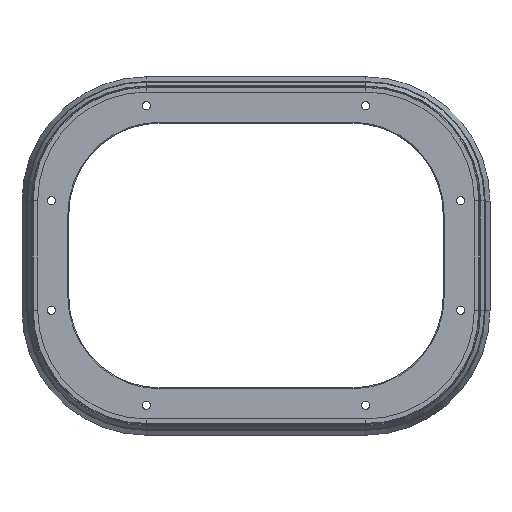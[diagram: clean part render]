
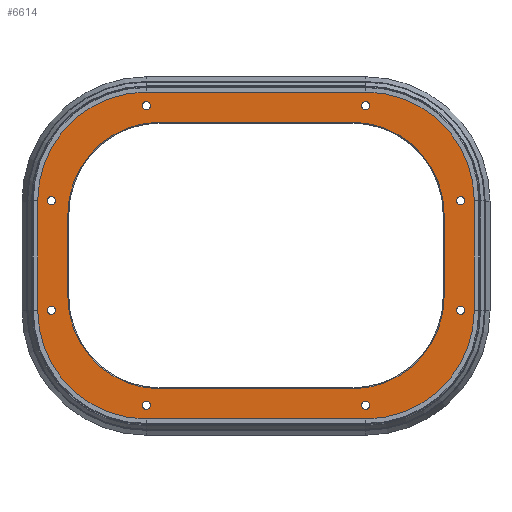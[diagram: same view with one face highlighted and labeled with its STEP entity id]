
A CAD part, top view. The second image highlights one B-rep face of the part: STEP entity #6614.
In plain terms, the highlighted planar face has unit normal (0, 0, 1).
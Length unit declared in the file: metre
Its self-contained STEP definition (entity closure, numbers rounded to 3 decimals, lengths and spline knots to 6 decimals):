
#796=LINE('',#11217,#1282);
#797=LINE('',#11222,#1283);
#798=LINE('',#11226,#1284);
#799=LINE('',#11230,#1285);
#800=LINE('',#11233,#1286);
#801=LINE('',#11238,#1287);
#802=LINE('',#11242,#1288);
#803=LINE('',#11246,#1289);
#1282=VECTOR('',#8936,1.);
#1283=VECTOR('',#8939,1.);
#1284=VECTOR('',#8942,1.);
#1285=VECTOR('',#8945,1.);
#1286=VECTOR('',#8948,1.);
#1287=VECTOR('',#8951,1.);
#1288=VECTOR('',#8954,1.);
#1289=VECTOR('',#8957,1.);
#2169=ORIENTED_EDGE('',*,*,#3909,.T.);
#2170=ORIENTED_EDGE('',*,*,#3910,.T.);
#2171=ORIENTED_EDGE('',*,*,#3911,.T.);
#2172=ORIENTED_EDGE('',*,*,#3912,.T.);
#2173=ORIENTED_EDGE('',*,*,#3913,.T.);
#2174=ORIENTED_EDGE('',*,*,#3914,.T.);
#2175=ORIENTED_EDGE('',*,*,#3915,.T.);
#2176=ORIENTED_EDGE('',*,*,#3916,.T.);
#2177=ORIENTED_EDGE('',*,*,#3917,.T.);
#2178=ORIENTED_EDGE('',*,*,#3918,.T.);
#2179=ORIENTED_EDGE('',*,*,#3919,.T.);
#2180=ORIENTED_EDGE('',*,*,#3920,.T.);
#2181=ORIENTED_EDGE('',*,*,#3921,.T.);
#2182=ORIENTED_EDGE('',*,*,#3922,.T.);
#2183=ORIENTED_EDGE('',*,*,#3923,.T.);
#2184=ORIENTED_EDGE('',*,*,#3924,.T.);
#2185=ORIENTED_EDGE('',*,*,#3925,.F.);
#2186=ORIENTED_EDGE('',*,*,#3926,.F.);
#2187=ORIENTED_EDGE('',*,*,#3927,.F.);
#2188=ORIENTED_EDGE('',*,*,#3928,.F.);
#2189=ORIENTED_EDGE('',*,*,#3929,.F.);
#2190=ORIENTED_EDGE('',*,*,#3930,.F.);
#2191=ORIENTED_EDGE('',*,*,#3931,.F.);
#2192=ORIENTED_EDGE('',*,*,#3932,.F.);
#3909=EDGE_CURVE('',#4703,#4703,#5025,.T.);
#3910=EDGE_CURVE('',#4704,#4704,#5026,.T.);
#3911=EDGE_CURVE('',#4705,#4705,#5027,.T.);
#3912=EDGE_CURVE('',#4706,#4706,#5028,.T.);
#3913=EDGE_CURVE('',#4707,#4707,#5029,.T.);
#3914=EDGE_CURVE('',#4708,#4708,#5030,.T.);
#3915=EDGE_CURVE('',#4709,#4709,#5031,.T.);
#3916=EDGE_CURVE('',#4710,#4710,#5032,.T.);
#3917=EDGE_CURVE('',#4711,#4712,#796,.T.);
#3918=EDGE_CURVE('',#4712,#4713,#5033,.F.);
#3919=EDGE_CURVE('',#4713,#4714,#797,.T.);
#3920=EDGE_CURVE('',#4714,#4715,#5034,.F.);
#3921=EDGE_CURVE('',#4715,#4716,#798,.T.);
#3922=EDGE_CURVE('',#4716,#4717,#5035,.F.);
#3923=EDGE_CURVE('',#4717,#4718,#799,.T.);
#3924=EDGE_CURVE('',#4718,#4711,#5036,.F.);
#3925=EDGE_CURVE('',#4719,#4720,#800,.F.);
#3926=EDGE_CURVE('',#4721,#4719,#5037,.F.);
#3927=EDGE_CURVE('',#4722,#4721,#801,.T.);
#3928=EDGE_CURVE('',#4723,#4722,#5038,.F.);
#3929=EDGE_CURVE('',#4724,#4723,#802,.T.);
#3930=EDGE_CURVE('',#4725,#4724,#5039,.F.);
#3931=EDGE_CURVE('',#4726,#4725,#803,.F.);
#3932=EDGE_CURVE('',#4720,#4726,#5040,.F.);
#4703=VERTEX_POINT('',#11202);
#4704=VERTEX_POINT('',#11204);
#4705=VERTEX_POINT('',#11206);
#4706=VERTEX_POINT('',#11208);
#4707=VERTEX_POINT('',#11210);
#4708=VERTEX_POINT('',#11212);
#4709=VERTEX_POINT('',#11214);
#4710=VERTEX_POINT('',#11216);
#4711=VERTEX_POINT('',#11218);
#4712=VERTEX_POINT('',#11219);
#4713=VERTEX_POINT('',#11221);
#4714=VERTEX_POINT('',#11223);
#4715=VERTEX_POINT('',#11225);
#4716=VERTEX_POINT('',#11227);
#4717=VERTEX_POINT('',#11229);
#4718=VERTEX_POINT('',#11231);
#4719=VERTEX_POINT('',#11234);
#4720=VERTEX_POINT('',#11235);
#4721=VERTEX_POINT('',#11237);
#4722=VERTEX_POINT('',#11239);
#4723=VERTEX_POINT('',#11241);
#4724=VERTEX_POINT('',#11243);
#4725=VERTEX_POINT('',#11245);
#4726=VERTEX_POINT('',#11247);
#5025=CIRCLE('',#7288,0.00225);
#5026=CIRCLE('',#7289,0.00225);
#5027=CIRCLE('',#7290,0.00225);
#5028=CIRCLE('',#7291,0.00225);
#5029=CIRCLE('',#7292,0.00225);
#5030=CIRCLE('',#7293,0.00225);
#5031=CIRCLE('',#7294,0.00225);
#5032=CIRCLE('',#7295,0.00225);
#5033=CIRCLE('',#7296,0.0505);
#5034=CIRCLE('',#7297,0.0505);
#5035=CIRCLE('',#7298,0.0505);
#5036=CIRCLE('',#7299,0.0505);
#5037=CIRCLE('',#7300,0.0595);
#5038=CIRCLE('',#7301,0.0595);
#5039=CIRCLE('',#7302,0.0595);
#5040=CIRCLE('',#7303,0.0595);
#5447=EDGE_LOOP('',(#2169));
#5448=EDGE_LOOP('',(#2170));
#5449=EDGE_LOOP('',(#2171));
#5450=EDGE_LOOP('',(#2172));
#5451=EDGE_LOOP('',(#2173));
#5452=EDGE_LOOP('',(#2174));
#5453=EDGE_LOOP('',(#2175));
#5454=EDGE_LOOP('',(#2176));
#5455=EDGE_LOOP('',(#2177,#2178,#2179,#2180,#2181,#2182,#2183,#2184));
#5456=EDGE_LOOP('',(#2185,#2186,#2187,#2188,#2189,#2190,#2191,#2192));
#5971=FACE_BOUND('',#5447,.T.);
#5972=FACE_BOUND('',#5448,.T.);
#5973=FACE_BOUND('',#5449,.T.);
#5974=FACE_BOUND('',#5450,.T.);
#5975=FACE_BOUND('',#5451,.T.);
#5976=FACE_BOUND('',#5452,.T.);
#5977=FACE_BOUND('',#5453,.T.);
#5978=FACE_BOUND('',#5454,.T.);
#5979=FACE_BOUND('',#5455,.T.);
#5980=FACE_BOUND('',#5456,.T.);
#6389=PLANE('',#7287);
#6614=ADVANCED_FACE('',(#5971,#5972,#5973,#5974,#5975,#5976,#5977,#5978,
#5979,#5980),#6389,.T.);
#7287=AXIS2_PLACEMENT_3D('',#11200,#8918,#8919);
#7288=AXIS2_PLACEMENT_3D('',#11201,#8920,#8921);
#7289=AXIS2_PLACEMENT_3D('',#11203,#8922,#8923);
#7290=AXIS2_PLACEMENT_3D('',#11205,#8924,#8925);
#7291=AXIS2_PLACEMENT_3D('',#11207,#8926,#8927);
#7292=AXIS2_PLACEMENT_3D('',#11209,#8928,#8929);
#7293=AXIS2_PLACEMENT_3D('',#11211,#8930,#8931);
#7294=AXIS2_PLACEMENT_3D('',#11213,#8932,#8933);
#7295=AXIS2_PLACEMENT_3D('',#11215,#8934,#8935);
#7296=AXIS2_PLACEMENT_3D('',#11220,#8937,#8938);
#7297=AXIS2_PLACEMENT_3D('',#11224,#8940,#8941);
#7298=AXIS2_PLACEMENT_3D('',#11228,#8943,#8944);
#7299=AXIS2_PLACEMENT_3D('',#11232,#8946,#8947);
#7300=AXIS2_PLACEMENT_3D('',#11236,#8949,#8950);
#7301=AXIS2_PLACEMENT_3D('',#11240,#8952,#8953);
#7302=AXIS2_PLACEMENT_3D('',#11244,#8955,#8956);
#7303=AXIS2_PLACEMENT_3D('',#11248,#8958,#8959);
#8918=DIRECTION('',(0.,0.,1.));
#8919=DIRECTION('',(1.,0.,0.));
#8920=DIRECTION('',(0.,0.,-1.));
#8921=DIRECTION('',(-1.,0.,0.));
#8922=DIRECTION('',(0.,0.,-1.));
#8923=DIRECTION('',(-1.,0.,0.));
#8924=DIRECTION('',(0.,0.,-1.));
#8925=DIRECTION('',(-1.,0.,0.));
#8926=DIRECTION('',(0.,0.,-1.));
#8927=DIRECTION('',(-1.,0.,0.));
#8928=DIRECTION('',(0.,0.,-1.));
#8929=DIRECTION('',(-1.,0.,0.));
#8930=DIRECTION('',(0.,0.,-1.));
#8931=DIRECTION('',(-1.,0.,0.));
#8932=DIRECTION('',(0.,0.,-1.));
#8933=DIRECTION('',(-1.,0.,0.));
#8934=DIRECTION('',(0.,0.,-1.));
#8935=DIRECTION('',(-1.,0.,0.));
#8936=DIRECTION('',(0.,1.,0.));
#8937=DIRECTION('',(0.,0.,1.));
#8938=DIRECTION('',(1.,0.,0.));
#8939=DIRECTION('',(1.,0.,0.));
#8940=DIRECTION('',(0.,0.,1.));
#8941=DIRECTION('',(1.,0.,0.));
#8942=DIRECTION('',(0.,-1.,0.));
#8943=DIRECTION('',(0.,0.,1.));
#8944=DIRECTION('',(1.,0.,0.));
#8945=DIRECTION('',(-1.,0.,0.));
#8946=DIRECTION('',(0.,0.,1.));
#8947=DIRECTION('',(1.,0.,0.));
#8948=DIRECTION('',(-1.,0.,0.));
#8949=DIRECTION('',(0.,0.,1.));
#8950=DIRECTION('',(1.,0.,0.));
#8951=DIRECTION('',(0.,1.,0.));
#8952=DIRECTION('',(0.,0.,1.));
#8953=DIRECTION('',(1.,0.,0.));
#8954=DIRECTION('',(-1.,0.,0.));
#8955=DIRECTION('',(0.,0.,1.));
#8956=DIRECTION('',(1.,0.,0.));
#8957=DIRECTION('',(0.,1.,0.));
#8958=DIRECTION('',(0.,0.,1.));
#8959=DIRECTION('',(1.,0.,0.));
#11200=CARTESIAN_POINT('',(0.005,0.000336,0.16));
#11201=CARTESIAN_POINT('',(0.065,0.082029,0.16));
#11202=CARTESIAN_POINT('',(0.06275,0.082029,0.16));
#11203=CARTESIAN_POINT('',(-0.107029,0.03,0.16));
#11204=CARTESIAN_POINT('',(-0.109279,0.03,0.16));
#11205=CARTESIAN_POINT('',(-0.107029,-0.03,0.16));
#11206=CARTESIAN_POINT('',(-0.109279,-0.03,0.16));
#11207=CARTESIAN_POINT('',(-0.055,-0.082029,0.16));
#11208=CARTESIAN_POINT('',(-0.05725,-0.082029,0.16));
#11209=CARTESIAN_POINT('',(0.065,-0.082029,0.16));
#11210=CARTESIAN_POINT('',(0.06275,-0.082029,0.16));
#11211=CARTESIAN_POINT('',(0.117029,-0.03,0.16));
#11212=CARTESIAN_POINT('',(0.114779,-0.03,0.16));
#11213=CARTESIAN_POINT('',(0.117029,0.03,0.16));
#11214=CARTESIAN_POINT('',(0.114779,0.03,0.16));
#11215=CARTESIAN_POINT('',(-0.055,0.082029,0.16));
#11216=CARTESIAN_POINT('',(-0.05725,0.082029,0.16));
#11217=CARTESIAN_POINT('',(-0.098,0.000336,0.16));
#11218=CARTESIAN_POINT('',(-0.098,-0.0225,0.16));
#11219=CARTESIAN_POINT('',(-0.098,0.0225,0.16));
#11220=CARTESIAN_POINT('',(-0.0475,0.0225,0.16));
#11221=CARTESIAN_POINT('',(-0.0475,0.073,0.16));
#11222=CARTESIAN_POINT('',(0.0575,0.073,0.16));
#11223=CARTESIAN_POINT('',(0.0575,0.073,0.16));
#11224=CARTESIAN_POINT('',(0.0575,0.0225,0.16));
#11225=CARTESIAN_POINT('',(0.108,0.0225,0.16));
#11226=CARTESIAN_POINT('',(0.108,-0.0225,0.16));
#11227=CARTESIAN_POINT('',(0.108,-0.0225,0.16));
#11228=CARTESIAN_POINT('',(0.0575,-0.0225,0.16));
#11229=CARTESIAN_POINT('',(0.0575,-0.073,0.16));
#11230=CARTESIAN_POINT('',(0.005,-0.073,0.16));
#11231=CARTESIAN_POINT('',(-0.0475,-0.073,0.16));
#11232=CARTESIAN_POINT('',(-0.0475,-0.0225,0.16));
#11233=CARTESIAN_POINT('',(0.005,0.0895,0.16));
#11234=CARTESIAN_POINT('',(-0.055,0.0895,0.16));
#11235=CARTESIAN_POINT('',(0.065,0.0895,0.16));
#11236=CARTESIAN_POINT('',(-0.055,0.03,0.16));
#11237=CARTESIAN_POINT('',(-0.1145,0.03,0.16));
#11238=CARTESIAN_POINT('',(-0.1145,0.,0.16));
#11239=CARTESIAN_POINT('',(-0.1145,-0.03,0.16));
#11240=CARTESIAN_POINT('',(-0.055,-0.03,0.16));
#11241=CARTESIAN_POINT('',(-0.055,-0.0895,0.16));
#11242=CARTESIAN_POINT('',(0.005,-0.0895,0.16));
#11243=CARTESIAN_POINT('',(0.065,-0.0895,0.16));
#11244=CARTESIAN_POINT('',(0.065,-0.03,0.16));
#11245=CARTESIAN_POINT('',(0.1245,-0.03,0.16));
#11246=CARTESIAN_POINT('',(0.1245,0.,0.16));
#11247=CARTESIAN_POINT('',(0.1245,0.03,0.16));
#11248=CARTESIAN_POINT('',(0.065,0.03,0.16));
